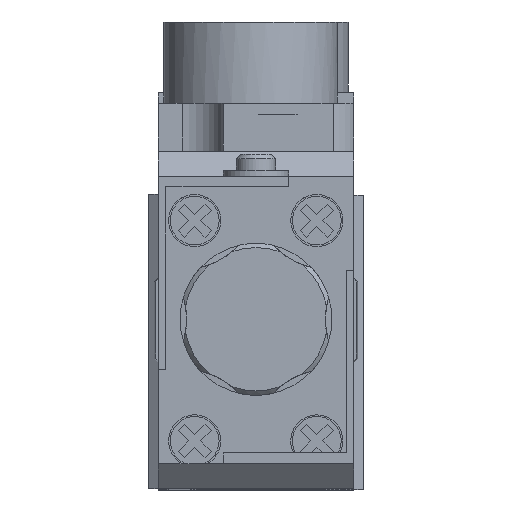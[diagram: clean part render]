
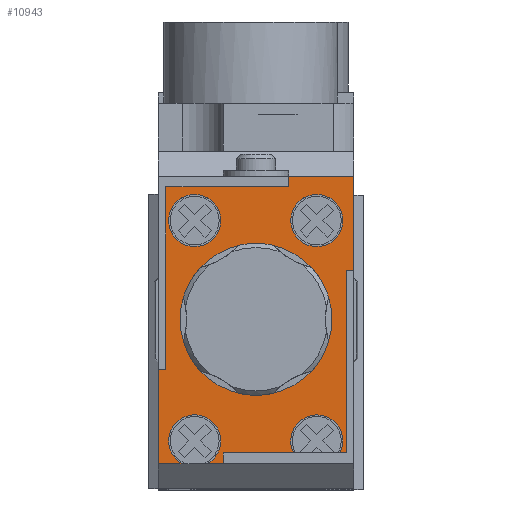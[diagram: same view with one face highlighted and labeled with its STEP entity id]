
A CAD part, top view. The second image highlights one B-rep face of the part: STEP entity #10943.
In plain terms, the highlighted planar face has unit normal (0, 0, 1).
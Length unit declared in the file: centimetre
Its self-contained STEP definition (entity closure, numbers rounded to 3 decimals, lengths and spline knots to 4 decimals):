
#441=FACE_BOUND($,#1841,.T.);
#442=FACE_BOUND($,#1842,.T.);
#587=CIRCLE($,#11673,0.24);
#591=CIRCLE($,#11679,0.24);
#595=CIRCLE($,#11685,0.24);
#599=CIRCLE($,#11691,0.24);
#1159=FACE_OUTER_BOUND($,#1840,.T.);
#1840=EDGE_LOOP($,(#8509,#8510,#8511,#8512,#8513,#8514,#8515,#8516,#8517,
#8518,#8519,#8520,#8521,#8522,#8523,#8524));
#1841=EDGE_LOOP($,(#8525));
#1842=EDGE_LOOP($,(#8526));
#2772=LINE($,#18154,#3834);
#2773=LINE($,#18156,#3835);
#2774=LINE($,#18157,#3836);
#2775=LINE($,#18159,#3837);
#2776=LINE($,#18161,#3838);
#2777=LINE($,#18163,#3839);
#2778=LINE($,#18165,#3840);
#2779=LINE($,#18167,#3841);
#2780=LINE($,#18169,#3842);
#2781=LINE($,#18171,#3843);
#2782=LINE($,#18173,#3844);
#2783=LINE($,#18175,#3845);
#2784=LINE($,#18177,#3846);
#2785=LINE($,#18178,#3847);
#3834=VECTOR($,#13642,0.1488);
#3835=VECTOR($,#13643,0.1);
#3836=VECTOR($,#13644,0.6467);
#3837=VECTOR($,#13645,0.0567);
#3838=VECTOR($,#13646,1.68);
#3839=VECTOR($,#13647,0.07);
#3840=VECTOR($,#13648,0.87);
#3841=VECTOR($,#13649,0.6);
#3842=VECTOR($,#13650,0.1);
#3843=VECTOR($,#13651,1.13);
#3844=VECTOR($,#13652,1.68);
#3845=VECTOR($,#13653,0.07);
#3846=VECTOR($,#13654,0.87);
#3847=VECTOR($,#13655,0.2188);
#4826=VERTEX_POINT($,#18074);
#4827=VERTEX_POINT($,#18076);
#4834=VERTEX_POINT($,#18092);
#4835=VERTEX_POINT($,#18094);
#4841=VERTEX_POINT($,#18109);
#4845=VERTEX_POINT($,#18119);
#4860=VERTEX_POINT($,#18153);
#4861=VERTEX_POINT($,#18155);
#4862=VERTEX_POINT($,#18158);
#4863=VERTEX_POINT($,#18160);
#4864=VERTEX_POINT($,#18162);
#4865=VERTEX_POINT($,#18164);
#4866=VERTEX_POINT($,#18166);
#4867=VERTEX_POINT($,#18168);
#4868=VERTEX_POINT($,#18170);
#4869=VERTEX_POINT($,#18172);
#4870=VERTEX_POINT($,#18174);
#4871=VERTEX_POINT($,#18176);
#6159=EDGE_CURVE($,#4827,#4826,#587,.T.);
#6167=EDGE_CURVE($,#4835,#4834,#591,.T.);
#6174=EDGE_CURVE($,#4841,#4841,#595,.T.);
#6178=EDGE_CURVE($,#4845,#4845,#599,.T.);
#6194=EDGE_CURVE($,#4826,#4860,#2772,.T.);
#6195=EDGE_CURVE($,#4860,#4861,#2773,.T.);
#6196=EDGE_CURVE($,#4861,#4835,#2774,.T.);
#6197=EDGE_CURVE($,#4834,#4862,#2775,.T.);
#6198=EDGE_CURVE($,#4862,#4863,#2776,.T.);
#6199=EDGE_CURVE($,#4863,#4864,#2777,.T.);
#6200=EDGE_CURVE($,#4864,#4865,#2778,.T.);
#6201=EDGE_CURVE($,#4865,#4866,#2779,.T.);
#6202=EDGE_CURVE($,#4866,#4867,#2780,.T.);
#6203=EDGE_CURVE($,#4867,#4868,#2781,.T.);
#6204=EDGE_CURVE($,#4868,#4869,#2782,.T.);
#6205=EDGE_CURVE($,#4869,#4870,#2783,.T.);
#6206=EDGE_CURVE($,#4870,#4871,#2784,.T.);
#6207=EDGE_CURVE($,#4871,#4827,#2785,.T.);
#8509=ORIENTED_EDGE($,*,*,#6159,.T.);
#8510=ORIENTED_EDGE($,*,*,#6194,.T.);
#8511=ORIENTED_EDGE($,*,*,#6195,.T.);
#8512=ORIENTED_EDGE($,*,*,#6196,.T.);
#8513=ORIENTED_EDGE($,*,*,#6167,.T.);
#8514=ORIENTED_EDGE($,*,*,#6197,.T.);
#8515=ORIENTED_EDGE($,*,*,#6198,.T.);
#8516=ORIENTED_EDGE($,*,*,#6199,.T.);
#8517=ORIENTED_EDGE($,*,*,#6200,.T.);
#8518=ORIENTED_EDGE($,*,*,#6201,.T.);
#8519=ORIENTED_EDGE($,*,*,#6202,.T.);
#8520=ORIENTED_EDGE($,*,*,#6203,.T.);
#8521=ORIENTED_EDGE($,*,*,#6204,.T.);
#8522=ORIENTED_EDGE($,*,*,#6205,.T.);
#8523=ORIENTED_EDGE($,*,*,#6206,.T.);
#8524=ORIENTED_EDGE($,*,*,#6207,.T.);
#8525=ORIENTED_EDGE($,*,*,#6174,.F.);
#8526=ORIENTED_EDGE($,*,*,#6178,.F.);
#10469=PLANE($,#11696);
#10943=ADVANCED_FACE($,(#1159,#441,#442),#10469,.F.);
#11673=AXIS2_PLACEMENT_3D($,#18077,#13574,#13575);
#11679=AXIS2_PLACEMENT_3D($,#18095,#13590,#13591);
#11685=AXIS2_PLACEMENT_3D($,#18110,#13605,#13606);
#11691=AXIS2_PLACEMENT_3D($,#18120,#13617,#13618);
#11696=AXIS2_PLACEMENT_3D($,#18152,#13640,#13641);
#13574=DIRECTION('center_axis',(0.,0.,
-1.));
#13575=DIRECTION('ref_axis',(1.,0.,0.));
#13590=DIRECTION('center_axis',(0.,0.,
-1.));
#13591=DIRECTION('ref_axis',(1.,0.,0.));
#13605=DIRECTION('center_axis',(0.,0.,
1.));
#13606=DIRECTION('ref_axis',(1.,0.,0.));
#13617=DIRECTION('center_axis',(0.,0.,
1.));
#13618=DIRECTION('ref_axis',(1.,0.,0.));
#13640=DIRECTION('center_axis',(0.,0.,
-1.));
#13641=DIRECTION('ref_axis',(-1.,0.,0.));
#13642=DIRECTION($,(1.,0.,0.));
#13643=DIRECTION($,(0.,1.,0.));
#13644=DIRECTION($,(1.,0.,0.));
#13645=DIRECTION($,(1.,0.,0.));
#13646=DIRECTION($,(0.,1.,0.));
#13647=DIRECTION($,(1.,0.,0.));
#13648=DIRECTION($,(0.,1.,0.));
#13649=DIRECTION($,(-1.,0.,0.));
#13650=DIRECTION($,(0.,-1.,0.));
#13651=DIRECTION($,(-1.,0.,0.));
#13652=DIRECTION($,(0.,-1.,0.));
#13653=DIRECTION($,(-1.,0.,0.));
#13654=DIRECTION($,(0.,-1.,0.));
#13655=DIRECTION($,(1.,0.,0.));
#18074=CARTESIAN_POINT('',(-0.4488,-1.325,2.2));
#18076=CARTESIAN_POINT('',(-0.6812,-1.325,2.2));
#18077=CARTESIAN_POINT('Origin',(-0.565,-1.115,2.2));
#18092=CARTESIAN_POINT('',(0.7733,-1.225,2.2));
#18094=CARTESIAN_POINT('',(0.3467,-1.225,2.2));
#18095=CARTESIAN_POINT('Origin',(0.56,-1.115,2.2));
#18109=CARTESIAN_POINT('',(0.8,0.915,2.2));
#18110=CARTESIAN_POINT('Origin',(0.56,0.915,2.2));
#18119=CARTESIAN_POINT('',(-0.325,0.915,2.2));
#18120=CARTESIAN_POINT('Origin',(-0.565,0.915,2.2));
#18152=CARTESIAN_POINT('Origin',(0.9,1.325,2.2));
#18153=CARTESIAN_POINT('',(-0.3,-1.325,2.2));
#18154=CARTESIAN_POINT($,(-0.3,-1.325,2.2));
#18155=CARTESIAN_POINT('',(-0.3,-1.225,2.2));
#18156=CARTESIAN_POINT($,(-0.3,-1.225,2.2));
#18157=CARTESIAN_POINT($,(0.83,-1.225,2.2));
#18158=CARTESIAN_POINT('',(0.83,-1.225,2.2));
#18159=CARTESIAN_POINT($,(0.83,-1.225,2.2));
#18160=CARTESIAN_POINT('',(0.83,0.455,2.2));
#18161=CARTESIAN_POINT($,(0.83,0.455,2.2));
#18162=CARTESIAN_POINT('',(0.9,0.455,2.2));
#18163=CARTESIAN_POINT($,(0.9,0.455,2.2));
#18164=CARTESIAN_POINT('',(0.9,1.325,2.2));
#18165=CARTESIAN_POINT($,(0.9,1.325,2.2));
#18166=CARTESIAN_POINT('',(0.3,1.325,2.2));
#18167=CARTESIAN_POINT($,(0.3,1.325,2.2));
#18168=CARTESIAN_POINT('',(0.3,1.225,2.2));
#18169=CARTESIAN_POINT($,(0.3,1.225,2.2));
#18170=CARTESIAN_POINT('',(-0.83,1.225,2.2));
#18171=CARTESIAN_POINT($,(-0.83,1.225,2.2));
#18172=CARTESIAN_POINT('',(-0.83,-0.455,2.2));
#18173=CARTESIAN_POINT($,(-0.83,-0.455,2.2));
#18174=CARTESIAN_POINT('',(-0.9,-0.455,2.2));
#18175=CARTESIAN_POINT($,(-0.9,-0.455,2.2));
#18176=CARTESIAN_POINT('',(-0.9,-1.325,2.2));
#18177=CARTESIAN_POINT($,(-0.9,-1.325,2.2));
#18178=CARTESIAN_POINT($,(-0.3,-1.325,2.2));
